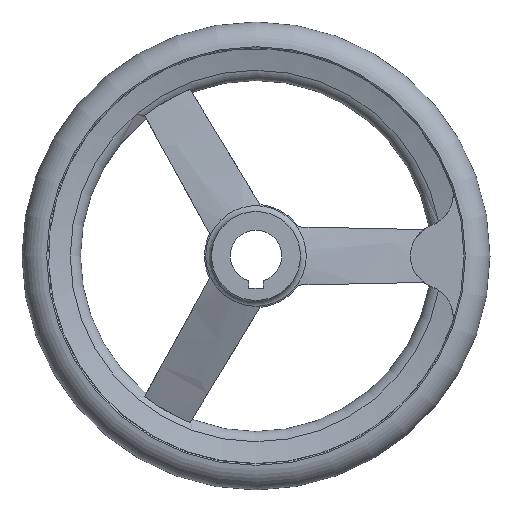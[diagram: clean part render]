
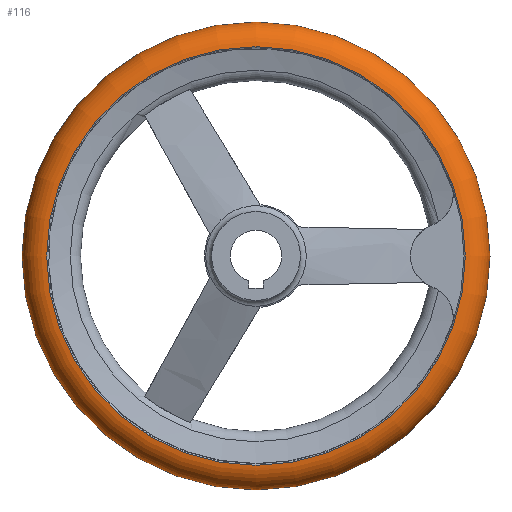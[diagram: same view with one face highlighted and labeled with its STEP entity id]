
A CAD part, front view. The second image highlights one B-rep face of the part: STEP entity #116.
In plain terms, the highlighted toroidal (fillet/blend) face has major radius 89 mm and minor radius 11 mm.
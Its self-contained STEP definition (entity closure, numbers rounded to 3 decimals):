
#116 = ADVANCED_FACE( '', ( #251, #252, #253 ), #254, .T. );
#251 = FACE_BOUND( '', #403, .T. );
#252 = FACE_OUTER_BOUND( '', #404, .T. );
#253 = FACE_OUTER_BOUND( '', #405, .T. );
#254 = TOROIDAL_SURFACE( '', #406, 89., 11. );
#403 = VERTEX_LOOP( '', #705 );
#404 = EDGE_LOOP( '', ( #706 ) );
#405 = EDGE_LOOP( '', ( #707 ) );
#406 = AXIS2_PLACEMENT_3D( '', #708, #709, #710 );
#705 = VERTEX_POINT( '', #955 );
#706 = ORIENTED_EDGE( '', *, *, #956, .T. );
#707 = ORIENTED_EDGE( '', *, *, #957, .F. );
#708 = CARTESIAN_POINT( '', ( 0., 34., 0. ) );
#709 = DIRECTION( '', ( 0., -1., 0. ) );
#710 = DIRECTION( '', ( 0., 0., -1. ) );
#955 = CARTESIAN_POINT( '', ( 0., 34., -100. ) );
#956 = EDGE_CURVE( '', #1166, #1166, #1167, .T. );
#957 = EDGE_CURVE( '', #1168, #1168, #1169, .T. );
#1166 = VERTEX_POINT( '', #1842 );
#1167 = CIRCLE( '', #1843, 89.458 );
#1168 = VERTEX_POINT( '', #1844 );
#1169 = CIRCLE( '', #1845, 89.458 );
#1842 = CARTESIAN_POINT( '', ( 0., 44.99, -89.458 ) );
#1843 = AXIS2_PLACEMENT_3D( '', #1986, #1987, #1988 );
#1844 = CARTESIAN_POINT( '', ( 0., 23.01, -89.458 ) );
#1845 = AXIS2_PLACEMENT_3D( '', #1989, #1990, #1991 );
#1986 = CARTESIAN_POINT( '', ( 0., 44.99, 0. ) );
#1987 = DIRECTION( '', ( 0., -1., 0. ) );
#1988 = DIRECTION( '', ( 0., 0., -1. ) );
#1989 = CARTESIAN_POINT( '', ( 0., 23.01, 0. ) );
#1990 = DIRECTION( '', ( 0., -1., 0. ) );
#1991 = DIRECTION( '', ( 0., 0., -1. ) );
